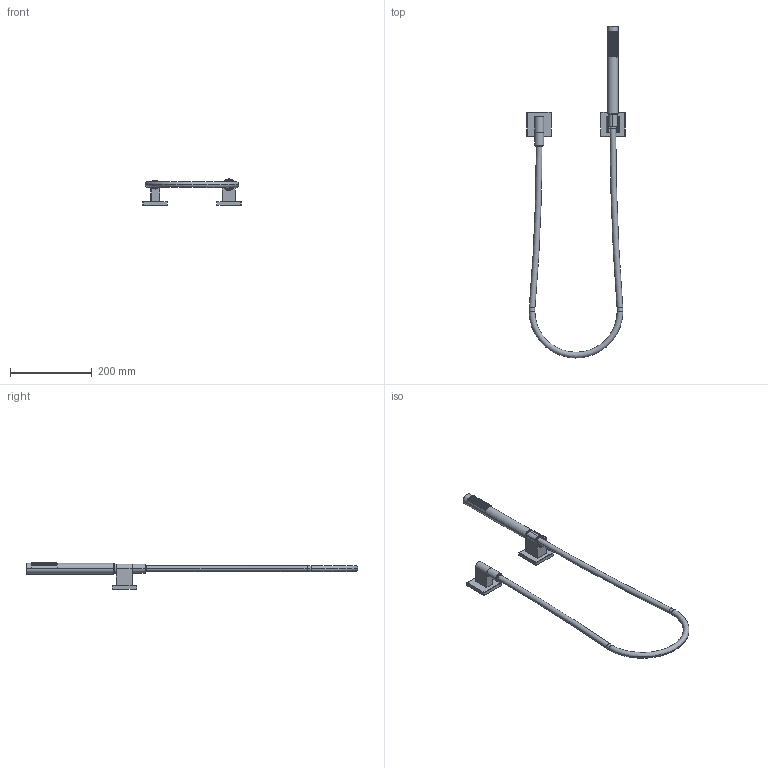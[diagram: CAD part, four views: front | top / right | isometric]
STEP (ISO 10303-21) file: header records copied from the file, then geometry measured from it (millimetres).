
FILE_DESCRIPTION (( 'STEP AP214' ), '1' );
FILE_NAME ('27808980.STEP', '2020-09-28T08:38:39', ( '' ), ( '' ), 'SwSTEP 2.0', 'SolidWorks 2020', '' );
FILE_SCHEMA (( 'AUTOMOTIVE_DESIGN' ));
Length unit declared in the file: millimetre
Products named in the file (11): Planungsmodell_Einsatz-+-04.12.11.140.10_03_K1; Planungsmodell_Einsatz-+-04.12.11.140.10_02_K1; Planungsmodell_Schlauch-+-09.30.02.072-01_ _K12_Einbau_27808980; Planungsmodell_Abdeckung-+-33.543.780-01_ _K38_60x9x60; Planungsmodell_Koerper-+-04.12.11.140.10_04_K1; Planungsmodell_Rohr_gerade-+-28.568.780-10_ _K109_20,9x1,75; Planungsmodell_Huelse-+-09.18.40.078.90-01_-_K1; Planungsmodell_Anschluss-+-09.11.03.026.94-01_ _K2; 27808980; Planungsmodell_Halter-+-09.17.20.035.94-01_ _K2; Planungsmodell_Handbrause-+-04.12.11.140.10_01_K1
Assembly tree (11 placements, depth 4):
  27808980
    Planungsmodell_Schlauch-+-09.30.02.072-01_ _K12_Einbau_27808980
    Planungsmodell_Handbrause-+-04.12.11.140.10_01_K1
      Planungsmodell_Koerper-+-04.12.11.140.10_04_K1
      Planungsmodell_Einsatz-+-04.12.11.140.10_03_K1
        Planungsmodell_Einsatz-+-04.12.11.140.10_02_K1
    Planungsmodell_Abdeckung-+-33.543.780-01_ _K38_60x9x60  x2
    Planungsmodell_Anschluss-+-09.11.03.026.94-01_ _K2
    Planungsmodell_Halter-+-09.17.20.035.94-01_ _K2
    Planungsmodell_Rohr_gerade-+-28.568.780-10_ _K109_20,9x1,75
    Planungsmodell_Huelse-+-09.18.40.078.90-01_-_K1
Bounding box: 240 x 810.55 x 64.62 mm (x, y, z)
Volume: 484624.2 mm3; surface area: 123723.4 mm2
Topology: 9 solids, 9 shells, 469 faces, 973 edges, 582 vertices
Faces by surface type: cylinder 185, torus 150, plane 120, sphere 10, cone 4
Entity records: 15317 total; most frequent: CARTESIAN_POINT 5199, DIRECTION 2237, ORIENTED_EDGE 1854, AXIS2_PLACEMENT_3D 994, EDGE_CURVE 927, VERTEX_POINT 562, CIRCLE 527, EDGE_LOOP 521
